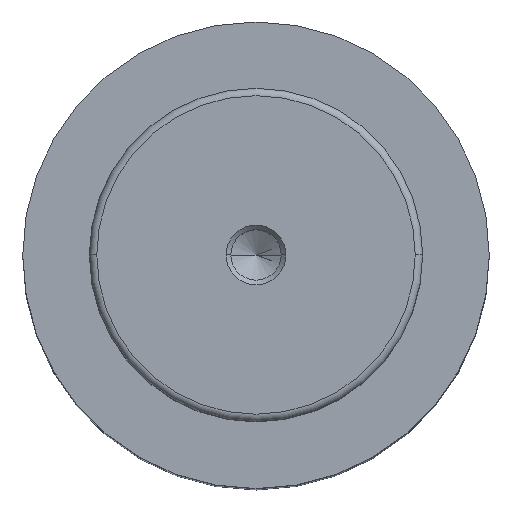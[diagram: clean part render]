
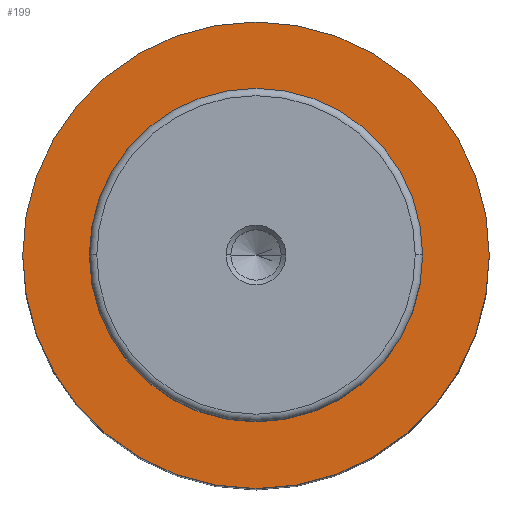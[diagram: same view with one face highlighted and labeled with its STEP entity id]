
A CAD part, top view. The second image highlights one B-rep face of the part: STEP entity #199.
In plain terms, the highlighted planar face has unit normal (0, 0, 1).
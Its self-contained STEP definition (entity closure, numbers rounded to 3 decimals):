
#21 = VERTEX_POINT ( 'NONE', #767 ) ;
#36 = DIRECTION ( 'NONE',  ( 0., 0., -1. ) ) ;
#63 = EDGE_LOOP ( 'NONE', ( #1109, #80 ) ) ;
#80 = ORIENTED_EDGE ( 'NONE', *, *, #625, .F. ) ;
#100 = CARTESIAN_POINT ( 'NONE',  ( 0., 0., 107. ) ) ;
#108 = VERTEX_POINT ( 'NONE', #975 ) ;
#124 = DIRECTION ( 'NONE',  ( 0., 0., -1. ) ) ;
#177 = CIRCLE ( 'NONE', #768, 22.5 ) ;
#199 = ADVANCED_FACE ( 'NONE', ( #511, #291 ), #421, .T. ) ;
#204 = DIRECTION ( 'NONE',  ( -1., 0., 0. ) ) ;
#291 = FACE_OUTER_BOUND ( 'NONE', #63, .T. ) ;
#336 = DIRECTION ( 'NONE',  ( 1., 0., 0. ) ) ;
#421 = PLANE ( 'NONE',  #662 ) ;
#485 = DIRECTION ( 'NONE',  ( -1., 0., 0. ) ) ;
#511 = FACE_BOUND ( 'NONE', #1182, .T. ) ;
#517 = CIRCLE ( 'NONE', #1043, 31.5 ) ;
#602 = VERTEX_POINT ( 'NONE', #873 ) ;
#625 = EDGE_CURVE ( 'NONE', #602, #1096, #653, .T. ) ;
#650 = EDGE_CURVE ( 'NONE', #108, #21, #177, .T. ) ;
#653 = CIRCLE ( 'NONE', #831, 31.5 ) ;
#662 = AXIS2_PLACEMENT_3D ( 'NONE', #1188, #897, #336 ) ;
#665 = CARTESIAN_POINT ( 'NONE',  ( -31.5, 0., 107. ) ) ;
#689 = CARTESIAN_POINT ( 'NONE',  ( 0., 0., 107. ) ) ;
#753 = DIRECTION ( 'NONE',  ( 0., 0., -1. ) ) ;
#764 = DIRECTION ( 'NONE',  ( -1., 0., 0. ) ) ;
#766 = CARTESIAN_POINT ( 'NONE',  ( 0., 0., 107. ) ) ;
#767 = CARTESIAN_POINT ( 'NONE',  ( 22.5, 0., 107. ) ) ;
#768 = AXIS2_PLACEMENT_3D ( 'NONE', #960, #1055, #485 ) ;
#812 = AXIS2_PLACEMENT_3D ( 'NONE', #100, #753, #764 ) ;
#831 = AXIS2_PLACEMENT_3D ( 'NONE', #766, #124, #204 ) ;
#849 = ORIENTED_EDGE ( 'NONE', *, *, #1065, .T. ) ;
#873 = CARTESIAN_POINT ( 'NONE',  ( 31.5, 0., 107. ) ) ;
#897 = DIRECTION ( 'NONE',  ( 0., 0., 1. ) ) ;
#960 = CARTESIAN_POINT ( 'NONE',  ( 0., 0., 107. ) ) ;
#975 = CARTESIAN_POINT ( 'NONE',  ( -22.5, 0., 107. ) ) ;
#1014 = CIRCLE ( 'NONE', #812, 22.5 ) ;
#1032 = ORIENTED_EDGE ( 'NONE', *, *, #650, .T. ) ;
#1043 = AXIS2_PLACEMENT_3D ( 'NONE', #689, #36, #1170 ) ;
#1055 = DIRECTION ( 'NONE',  ( 0., 0., -1. ) ) ;
#1065 = EDGE_CURVE ( 'NONE', #21, #108, #1014, .T. ) ;
#1096 = VERTEX_POINT ( 'NONE', #665 ) ;
#1109 = ORIENTED_EDGE ( 'NONE', *, *, #1166, .F. ) ;
#1166 = EDGE_CURVE ( 'NONE', #1096, #602, #517, .T. ) ;
#1170 = DIRECTION ( 'NONE',  ( -1., 0., 0. ) ) ;
#1182 = EDGE_LOOP ( 'NONE', ( #1032, #849 ) ) ;
#1188 = CARTESIAN_POINT ( 'NONE',  ( -22.5, 0., 107. ) ) ;
